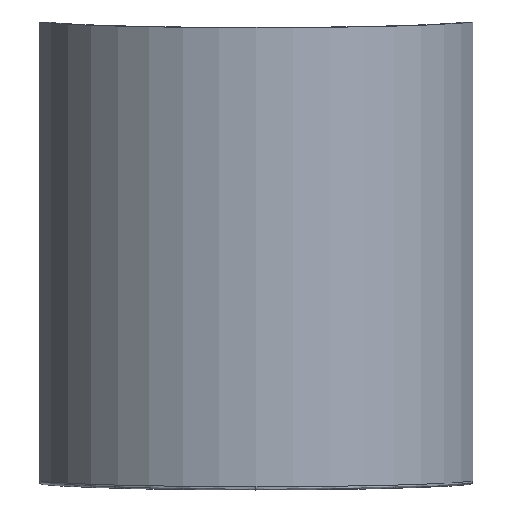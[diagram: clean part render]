
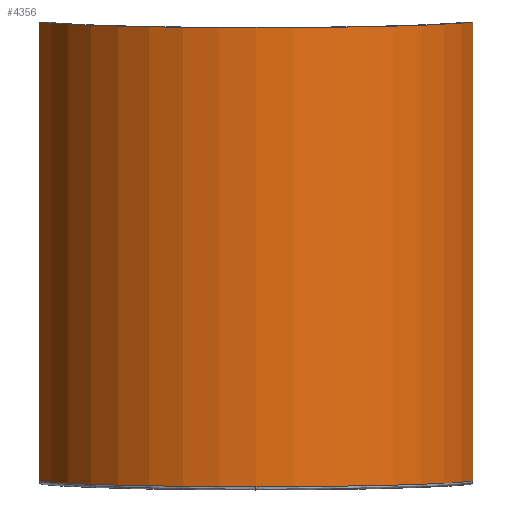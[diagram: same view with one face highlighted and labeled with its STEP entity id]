
A CAD part, top view. The second image highlights one B-rep face of the part: STEP entity #4356.
In plain terms, the highlighted cylindrical face has radius 130 mm (diameter 260 mm), a partial arc.
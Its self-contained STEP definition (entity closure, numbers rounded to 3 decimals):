
#8 = VERTEX_POINT ( 'NONE', #1817 ) ;
#43 = CARTESIAN_POINT ( 'NONE',  ( 0., -96.703, 89.885 ) ) ;
#433 = EDGE_CURVE ( 'NONE', #1685, #3680, #5222, .T. ) ;
#494 = EDGE_CURVE ( 'NONE', #1249, #5496, #3576, .T. ) ;
#530 = ORIENTED_EDGE ( 'NONE', *, *, #4395, .F. ) ;
#565 = DIRECTION ( 'NONE',  ( 0., -0.999, -0.035 ) ) ;
#767 = DIRECTION ( 'NONE',  ( 0., -0.999, -0.035 ) ) ;
#785 = CARTESIAN_POINT ( 'NONE',  ( -126.491, 174.624, -0.701 ) ) ;
#869 = CARTESIAN_POINT ( 'NONE',  ( 0., -92.166, -40.036 ) ) ;
#910 = VECTOR ( 'NONE', #4650, 1000. ) ;
#999 = EDGE_CURVE ( 'NONE', #1249, #1685, #3317, .T. ) ;
#1122 = EDGE_CURVE ( 'NONE', #3680, #8, #4085, .T. ) ;
#1173 = CARTESIAN_POINT ( 'NONE',  ( -126.491, 174.624, -0.701 ) ) ;
#1249 = VERTEX_POINT ( 'NONE', #5116 ) ;
#1478 = DIRECTION ( 'NONE',  ( 0., 0.035, -0.999 ) ) ;
#1685 = VERTEX_POINT ( 'NONE', #6223 ) ;
#1751 = AXIS2_PLACEMENT_3D ( 'NONE', #2822, #767, #6653 ) ;
#1817 = CARTESIAN_POINT ( 'NONE',  ( -126.491, -93.213, -10.054 ) ) ;
#2150 = CARTESIAN_POINT ( 'NONE',  ( 0., -92.166, -40.036 ) ) ;
#2364 = ORIENTED_EDGE ( 'NONE', *, *, #1122, .F. ) ;
#2706 = DIRECTION ( 'NONE',  ( 0., -0.999, -0.035 ) ) ;
#2713 = ORIENTED_EDGE ( 'NONE', *, *, #494, .T. ) ;
#2822 = CARTESIAN_POINT ( 'NONE',  ( 0., 175.671, -30.682 ) ) ;
#3317 = LINE ( 'NONE', #3889, #4609 ) ;
#3544 = ORIENTED_EDGE ( 'NONE', *, *, #999, .F. ) ;
#3576 = CIRCLE ( 'NONE', #1751, 130. ) ;
#3680 = VERTEX_POINT ( 'NONE', #43 ) ;
#3863 = CYLINDRICAL_SURFACE ( 'NONE', #5283, 130. ) ;
#3889 = CARTESIAN_POINT ( 'NONE',  ( 126.491, 174.624, -0.701 ) ) ;
#3958 = ORIENTED_EDGE ( 'NONE', *, *, #433, .F. ) ;
#4000 = DIRECTION ( 'NONE',  ( 0., -0.999, -0.035 ) ) ;
#4085 = CIRCLE ( 'NONE', #5942, 130. ) ;
#4356 = ADVANCED_FACE ( 'NONE', ( #7147 ), #3863, .T. ) ;
#4395 = EDGE_CURVE ( 'NONE', #8, #5496, #5161, .T. ) ;
#4431 = DIRECTION ( 'NONE',  ( 0., 0.035, -0.999 ) ) ;
#4609 = VECTOR ( 'NONE', #5543, 1000. ) ;
#4650 = DIRECTION ( 'NONE',  ( 0., 0.999, 0.035 ) ) ;
#4864 = AXIS2_PLACEMENT_3D ( 'NONE', #869, #2706, #1478 ) ;
#5075 = CARTESIAN_POINT ( 'NONE',  ( 0., -92.166, -40.036 ) ) ;
#5116 = CARTESIAN_POINT ( 'NONE',  ( 126.491, 174.624, -0.701 ) ) ;
#5161 = LINE ( 'NONE', #785, #910 ) ;
#5222 = CIRCLE ( 'NONE', #4864, 130. ) ;
#5283 = AXIS2_PLACEMENT_3D ( 'NONE', #5075, #4000, #5657 ) ;
#5496 = VERTEX_POINT ( 'NONE', #1173 ) ;
#5543 = DIRECTION ( 'NONE',  ( 0., -0.999, -0.035 ) ) ;
#5657 = DIRECTION ( 'NONE',  ( 0., 0.035, -0.999 ) ) ;
#5708 = EDGE_LOOP ( 'NONE', ( #530, #2364, #3958, #3544, #2713 ) ) ;
#5942 = AXIS2_PLACEMENT_3D ( 'NONE', #2150, #565, #4431 ) ;
#6223 = CARTESIAN_POINT ( 'NONE',  ( 126.491, -93.213, -10.054 ) ) ;
#6653 = DIRECTION ( 'NONE',  ( 0., 0.035, -0.999 ) ) ;
#7147 = FACE_OUTER_BOUND ( 'NONE', #5708, .T. ) ;
